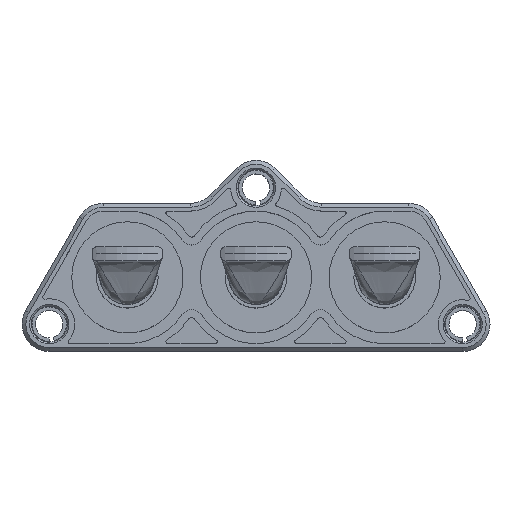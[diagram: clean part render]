
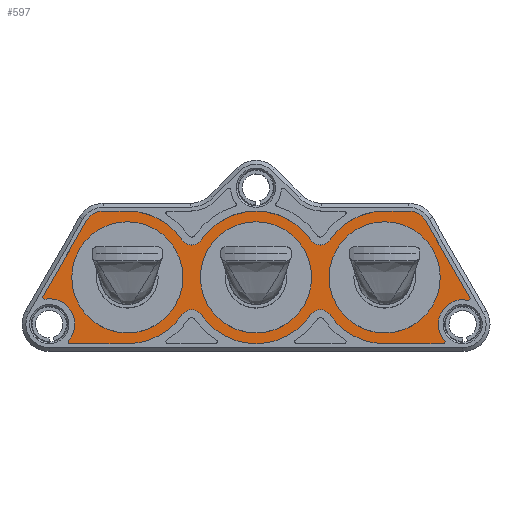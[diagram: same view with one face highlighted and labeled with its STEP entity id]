
A CAD part, top view. The second image highlights one B-rep face of the part: STEP entity #597.
In plain terms, the highlighted planar face has unit normal (0, 0, 1).
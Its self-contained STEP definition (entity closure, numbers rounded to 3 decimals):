
#216=PLANE('',#9252);
#365=FACE_BOUND('',#1797,.T.);
#366=FACE_BOUND('',#1798,.T.);
#367=FACE_BOUND('',#1799,.T.);
#368=FACE_BOUND('',#1800,.T.);
#597=ADVANCED_FACE('',(#365,#366,#367,#368),#216,.T.);
#1797=EDGE_LOOP('',(#3517));
#1798=EDGE_LOOP('',(#3518));
#1799=EDGE_LOOP('',(#3519));
#1800=EDGE_LOOP('',(#3520,#3521,#3522,#3523,#3524,#3525,#3526,#3527,#3528,
#3529,#3530,#3531,#3532,#3533,#3534,#3535,#3536,#3537,#3538,#3539,#3540,
#3541,#3542,#3543));
#2730=CIRCLE('',#9231,14.25);
#2731=CIRCLE('',#9232,14.25);
#2732=CIRCLE('',#9233,14.25);
#2733=CIRCLE('',#9234,0.5);
#2734=CIRCLE('',#9235,6.525);
#2735=CIRCLE('',#9236,0.5);
#2736=CIRCLE('',#9237,17.);
#2737=CIRCLE('',#9238,3.);
#2738=CIRCLE('',#9239,17.);
#2739=CIRCLE('',#9240,3.);
#2740=CIRCLE('',#9241,17.);
#2741=CIRCLE('',#9242,0.5);
#2742=CIRCLE('',#9243,6.25);
#2743=CIRCLE('',#9244,0.5);
#2744=CIRCLE('',#9245,5.);
#2745=CIRCLE('',#9246,17.);
#2746=CIRCLE('',#9247,3.);
#2747=CIRCLE('',#9248,17.);
#2748=CIRCLE('',#9249,3.);
#2749=CIRCLE('',#9250,17.);
#2750=CIRCLE('',#9251,5.);
#3517=ORIENTED_EDGE('',*,*,#6992,.F.);
#3518=ORIENTED_EDGE('',*,*,#6993,.F.);
#3519=ORIENTED_EDGE('',*,*,#6994,.F.);
#3520=ORIENTED_EDGE('',*,*,#6995,.T.);
#3521=ORIENTED_EDGE('',*,*,#6996,.T.);
#3522=ORIENTED_EDGE('',*,*,#6997,.F.);
#3523=ORIENTED_EDGE('',*,*,#6998,.T.);
#3524=ORIENTED_EDGE('',*,*,#6999,.T.);
#3525=ORIENTED_EDGE('',*,*,#7000,.F.);
#3526=ORIENTED_EDGE('',*,*,#7001,.T.);
#3527=ORIENTED_EDGE('',*,*,#7002,.F.);
#3528=ORIENTED_EDGE('',*,*,#7003,.T.);
#3529=ORIENTED_EDGE('',*,*,#7004,.F.);
#3530=ORIENTED_EDGE('',*,*,#7005,.T.);
#3531=ORIENTED_EDGE('',*,*,#7006,.T.);
#3532=ORIENTED_EDGE('',*,*,#7007,.F.);
#3533=ORIENTED_EDGE('',*,*,#7008,.T.);
#3534=ORIENTED_EDGE('',*,*,#7009,.T.);
#3535=ORIENTED_EDGE('',*,*,#7010,.T.);
#3536=ORIENTED_EDGE('',*,*,#7011,.T.);
#3537=ORIENTED_EDGE('',*,*,#7012,.T.);
#3538=ORIENTED_EDGE('',*,*,#7013,.T.);
#3539=ORIENTED_EDGE('',*,*,#7014,.T.);
#3540=ORIENTED_EDGE('',*,*,#7015,.T.);
#3541=ORIENTED_EDGE('',*,*,#7016,.T.);
#3542=ORIENTED_EDGE('',*,*,#7017,.T.);
#3543=ORIENTED_EDGE('',*,*,#7018,.T.);
#6089=VERTEX_POINT('',#14330);
#6090=VERTEX_POINT('',#14332);
#6091=VERTEX_POINT('',#14334);
#6092=VERTEX_POINT('',#14336);
#6093=VERTEX_POINT('',#14337);
#6094=VERTEX_POINT('',#14339);
#6095=VERTEX_POINT('',#14341);
#6096=VERTEX_POINT('',#14343);
#6097=VERTEX_POINT('',#14345);
#6098=VERTEX_POINT('',#14347);
#6099=VERTEX_POINT('',#14349);
#6100=VERTEX_POINT('',#14351);
#6101=VERTEX_POINT('',#14353);
#6102=VERTEX_POINT('',#14355);
#6103=VERTEX_POINT('',#14357);
#6104=VERTEX_POINT('',#14359);
#6105=VERTEX_POINT('',#14361);
#6106=VERTEX_POINT('',#14363);
#6107=VERTEX_POINT('',#14365);
#6108=VERTEX_POINT('',#14367);
#6109=VERTEX_POINT('',#14369);
#6110=VERTEX_POINT('',#14371);
#6111=VERTEX_POINT('',#14373);
#6112=VERTEX_POINT('',#14375);
#6113=VERTEX_POINT('',#14377);
#6114=VERTEX_POINT('',#14379);
#6115=VERTEX_POINT('',#14381);
#6992=EDGE_CURVE('',#6089,#6089,#2730,.T.);
#6993=EDGE_CURVE('',#6090,#6090,#2731,.T.);
#6994=EDGE_CURVE('',#6091,#6091,#2732,.T.);
#6995=EDGE_CURVE('',#6092,#6093,#8085,.T.);
#6996=EDGE_CURVE('',#6093,#6094,#2733,.T.);
#6997=EDGE_CURVE('',#6095,#6094,#2734,.T.);
#6998=EDGE_CURVE('',#6095,#6096,#2735,.T.);
#6999=EDGE_CURVE('',#6096,#6097,#8086,.T.);
#7000=EDGE_CURVE('',#6098,#6097,#2736,.T.);
#7001=EDGE_CURVE('',#6098,#6099,#2737,.T.);
#7002=EDGE_CURVE('',#6100,#6099,#2738,.T.);
#7003=EDGE_CURVE('',#6100,#6101,#2739,.T.);
#7004=EDGE_CURVE('',#6102,#6101,#2740,.T.);
#7005=EDGE_CURVE('',#6102,#6103,#8087,.T.);
#7006=EDGE_CURVE('',#6103,#6104,#2741,.T.);
#7007=EDGE_CURVE('',#6105,#6104,#2742,.T.);
#7008=EDGE_CURVE('',#6105,#6106,#2743,.T.);
#7009=EDGE_CURVE('',#6106,#6107,#8088,.T.);
#7010=EDGE_CURVE('',#6107,#6108,#2744,.T.);
#7011=EDGE_CURVE('',#6108,#6109,#8089,.T.);
#7012=EDGE_CURVE('',#6109,#6110,#2745,.T.);
#7013=EDGE_CURVE('',#6110,#6111,#2746,.T.);
#7014=EDGE_CURVE('',#6111,#6112,#2747,.T.);
#7015=EDGE_CURVE('',#6112,#6113,#2748,.T.);
#7016=EDGE_CURVE('',#6113,#6114,#2749,.T.);
#7017=EDGE_CURVE('',#6114,#6115,#8090,.T.);
#7018=EDGE_CURVE('',#6115,#6092,#2750,.T.);
#8085=LINE('',#14335,#8615);
#8086=LINE('',#14344,#8616);
#8087=LINE('',#14356,#8617);
#8088=LINE('',#14364,#8618);
#8089=LINE('',#14368,#8619);
#8090=LINE('',#14380,#8620);
#8615=VECTOR('',#10560,1.);
#8616=VECTOR('',#10567,1.);
#8617=VECTOR('',#10578,1.);
#8618=VECTOR('',#10585,1.);
#8619=VECTOR('',#10588,1.);
#8620=VECTOR('',#10599,1.);
#9231=AXIS2_PLACEMENT_3D('',#14329,#10554,#10555);
#9232=AXIS2_PLACEMENT_3D('',#14331,#10556,#10557);
#9233=AXIS2_PLACEMENT_3D('',#14333,#10558,#10559);
#9234=AXIS2_PLACEMENT_3D('',#14338,#10561,#10562);
#9235=AXIS2_PLACEMENT_3D('',#14340,#10563,#10564);
#9236=AXIS2_PLACEMENT_3D('',#14342,#10565,#10566);
#9237=AXIS2_PLACEMENT_3D('',#14346,#10568,#10569);
#9238=AXIS2_PLACEMENT_3D('',#14348,#10570,#10571);
#9239=AXIS2_PLACEMENT_3D('',#14350,#10572,#10573);
#9240=AXIS2_PLACEMENT_3D('',#14352,#10574,#10575);
#9241=AXIS2_PLACEMENT_3D('',#14354,#10576,#10577);
#9242=AXIS2_PLACEMENT_3D('',#14358,#10579,#10580);
#9243=AXIS2_PLACEMENT_3D('',#14360,#10581,#10582);
#9244=AXIS2_PLACEMENT_3D('',#14362,#10583,#10584);
#9245=AXIS2_PLACEMENT_3D('',#14366,#10586,#10587);
#9246=AXIS2_PLACEMENT_3D('',#14370,#10589,#10590);
#9247=AXIS2_PLACEMENT_3D('',#14372,#10591,#10592);
#9248=AXIS2_PLACEMENT_3D('',#14374,#10593,#10594);
#9249=AXIS2_PLACEMENT_3D('',#14376,#10595,#10596);
#9250=AXIS2_PLACEMENT_3D('',#14378,#10597,#10598);
#9251=AXIS2_PLACEMENT_3D('',#14382,#10600,#10601);
#9252=AXIS2_PLACEMENT_3D('',#14383,#10602,#10603);
#10554=DIRECTION('',(0.,0.,1.));
#10555=DIRECTION('',(-0.5,0.866,0.));
#10556=DIRECTION('',(0.,0.,1.));
#10557=DIRECTION('',(-0.5,0.866,0.));
#10558=DIRECTION('',(0.,0.,1.));
#10559=DIRECTION('',(-0.5,0.866,0.));
#10560=DIRECTION('',(-0.5,-0.866,0.));
#10561=DIRECTION('',(0.,0.,1.));
#10562=DIRECTION('',(1.,0.,0.));
#10563=DIRECTION('',(0.,0.,1.));
#10564=DIRECTION('',(1.,0.,0.));
#10565=DIRECTION('',(0.,0.,1.));
#10566=DIRECTION('',(1.,0.,0.));
#10567=DIRECTION('',(1.,0.,0.));
#10568=DIRECTION('',(0.,0.,-1.));
#10569=DIRECTION('',(1.,0.,0.));
#10570=DIRECTION('',(0.,0.,-1.));
#10571=DIRECTION('',(1.,0.,0.));
#10572=DIRECTION('',(0.,0.,-1.));
#10573=DIRECTION('',(1.,0.,0.));
#10574=DIRECTION('',(0.,0.,-1.));
#10575=DIRECTION('',(1.,0.,0.));
#10576=DIRECTION('',(0.,0.,-1.));
#10577=DIRECTION('',(1.,0.,0.));
#10578=DIRECTION('',(1.,0.,0.));
#10579=DIRECTION('',(0.,0.,1.));
#10580=DIRECTION('',(1.,0.,0.));
#10581=DIRECTION('',(0.,0.,1.));
#10582=DIRECTION('',(1.,0.,0.));
#10583=DIRECTION('',(0.,0.,1.));
#10584=DIRECTION('',(1.,0.,0.));
#10585=DIRECTION('',(-0.5,0.866,0.));
#10586=DIRECTION('',(0.,0.,1.));
#10587=DIRECTION('',(1.,0.,0.));
#10588=DIRECTION('',(-1.,0.,0.));
#10589=DIRECTION('',(0.,0.,1.));
#10590=DIRECTION('',(1.,0.,0.));
#10591=DIRECTION('',(0.,0.,-1.));
#10592=DIRECTION('',(1.,0.,0.));
#10593=DIRECTION('',(0.,0.,1.));
#10594=DIRECTION('',(1.,0.,0.));
#10595=DIRECTION('',(0.,0.,-1.));
#10596=DIRECTION('',(1.,0.,0.));
#10597=DIRECTION('',(0.,0.,1.));
#10598=DIRECTION('',(1.,0.,0.));
#10599=DIRECTION('',(-1.,0.,0.));
#10600=DIRECTION('',(0.,0.,1.));
#10601=DIRECTION('',(1.,0.,0.));
#10602=DIRECTION('',(0.,0.,1.));
#10603=DIRECTION('',(1.,0.,0.));
#14329=CARTESIAN_POINT('',(-139.586,-51.184,2.3));
#14330=CARTESIAN_POINT('',(-146.711,-38.844,2.3));
#14331=CARTESIAN_POINT('',(-106.586,-51.184,2.3));
#14332=CARTESIAN_POINT('',(-113.711,-38.844,2.3));
#14333=CARTESIAN_POINT('',(-73.586,-51.184,2.3));
#14334=CARTESIAN_POINT('',(-80.711,-38.844,2.3));
#14335=CARTESIAN_POINT('',(-150.059,-36.684,2.3));
#14336=CARTESIAN_POINT('',(-150.059,-36.684,2.3));
#14337=CARTESIAN_POINT('',(-161.218,-56.013,2.3));
#14338=CARTESIAN_POINT('',(-160.785,-56.263,2.3));
#14339=CARTESIAN_POINT('',(-160.7,-56.755,2.3));
#14340=CARTESIAN_POINT('',(-159.586,-63.184,2.3));
#14341=CARTESIAN_POINT('',(-154.575,-67.364,2.3));
#14342=CARTESIAN_POINT('',(-154.191,-67.684,2.3));
#14343=CARTESIAN_POINT('',(-154.191,-68.184,2.3));
#14344=CARTESIAN_POINT('',(-159.586,-68.184,2.3));
#14345=CARTESIAN_POINT('',(-139.586,-68.184,2.3));
#14346=CARTESIAN_POINT('',(-139.586,-51.184,2.3));
#14347=CARTESIAN_POINT('',(-125.561,-60.792,2.3));
#14348=CARTESIAN_POINT('',(-123.086,-62.487,2.3));
#14349=CARTESIAN_POINT('',(-120.611,-60.792,2.3));
#14350=CARTESIAN_POINT('',(-106.586,-51.184,2.3));
#14351=CARTESIAN_POINT('',(-92.561,-60.792,2.3));
#14352=CARTESIAN_POINT('',(-90.086,-62.487,2.3));
#14353=CARTESIAN_POINT('',(-87.611,-60.792,2.3));
#14354=CARTESIAN_POINT('',(-73.586,-51.184,2.3));
#14355=CARTESIAN_POINT('',(-73.586,-68.184,2.3));
#14356=CARTESIAN_POINT('',(-159.586,-68.184,2.3));
#14357=CARTESIAN_POINT('',(-58.617,-68.184,2.3));
#14358=CARTESIAN_POINT('',(-58.617,-67.684,2.3));
#14359=CARTESIAN_POINT('',(-58.244,-67.351,2.3));
#14360=CARTESIAN_POINT('',(-53.586,-63.184,2.3));
#14361=CARTESIAN_POINT('',(-52.306,-57.067,2.3));
#14362=CARTESIAN_POINT('',(-52.204,-56.577,2.3));
#14363=CARTESIAN_POINT('',(-51.771,-56.327,2.3));
#14364=CARTESIAN_POINT('',(-49.255,-60.684,2.3));
#14365=CARTESIAN_POINT('',(-63.112,-36.684,2.3));
#14366=CARTESIAN_POINT('',(-67.442,-39.184,2.3));
#14367=CARTESIAN_POINT('',(-67.442,-34.184,2.3));
#14368=CARTESIAN_POINT('',(-67.442,-34.184,2.3));
#14369=CARTESIAN_POINT('',(-73.586,-34.184,2.3));
#14370=CARTESIAN_POINT('',(-73.586,-51.184,2.3));
#14371=CARTESIAN_POINT('',(-87.611,-41.577,2.3));
#14372=CARTESIAN_POINT('',(-90.086,-39.882,2.3));
#14373=CARTESIAN_POINT('',(-92.561,-41.577,2.3));
#14374=CARTESIAN_POINT('',(-106.586,-51.184,2.3));
#14375=CARTESIAN_POINT('',(-120.611,-41.577,2.3));
#14376=CARTESIAN_POINT('',(-123.086,-39.882,2.3));
#14377=CARTESIAN_POINT('',(-125.561,-41.577,2.3));
#14378=CARTESIAN_POINT('',(-139.586,-51.184,2.3));
#14379=CARTESIAN_POINT('',(-139.586,-34.184,2.3));
#14380=CARTESIAN_POINT('',(-123.385,-34.184,2.3));
#14381=CARTESIAN_POINT('',(-145.729,-34.184,2.3));
#14382=CARTESIAN_POINT('',(-145.729,-39.184,2.3));
#14383=CARTESIAN_POINT('',(-159.586,-63.184,2.3));
